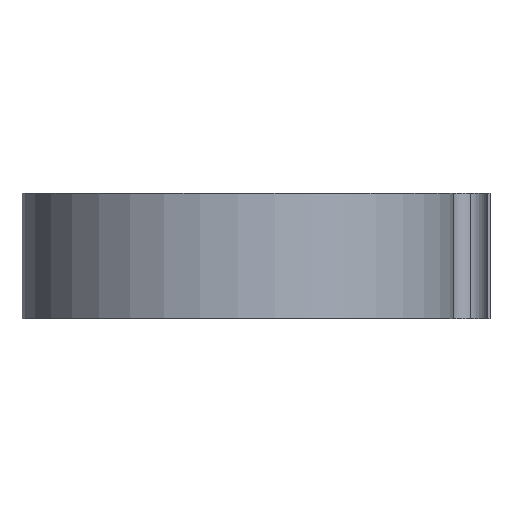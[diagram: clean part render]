
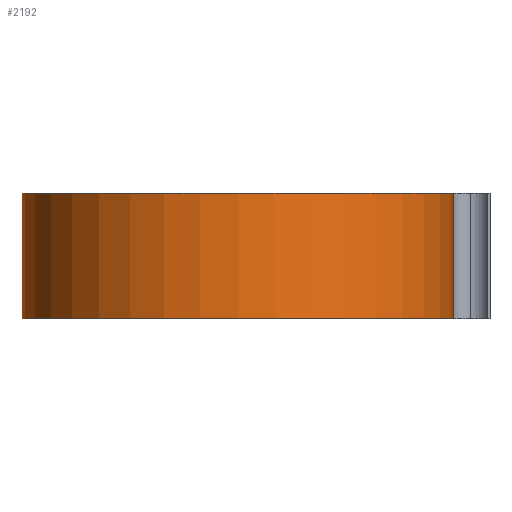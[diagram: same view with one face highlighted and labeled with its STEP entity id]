
A CAD part, top view. The second image highlights one B-rep face of the part: STEP entity #2192.
In plain terms, the highlighted cylindrical face has radius 31 mm (diameter 62 mm), a partial arc.
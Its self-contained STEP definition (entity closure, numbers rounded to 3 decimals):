
#35 = LINE ( 'NONE', #1622, #3314 ) ;
#48 = VERTEX_POINT ( 'NONE', #4484 ) ;
#69 = DIRECTION ( 'NONE',  ( 0., -1., 0. ) ) ;
#229 = CARTESIAN_POINT ( 'NONE',  ( 0., 18., 0. ) ) ;
#329 = DIRECTION ( 'NONE',  ( 0., 0., -1. ) ) ;
#642 = VERTEX_POINT ( 'NONE', #1853 ) ;
#703 = DIRECTION ( 'NONE',  ( 0., 1., 0. ) ) ;
#1134 = EDGE_CURVE ( 'NONE', #642, #48, #1205, .T. ) ;
#1205 = CIRCLE ( 'NONE', #3976, 31. ) ;
#1622 = CARTESIAN_POINT ( 'NONE',  ( -31., 18., 0. ) ) ;
#1750 = EDGE_CURVE ( 'NONE', #1925, #642, #35, .T. ) ;
#1853 = CARTESIAN_POINT ( 'NONE',  ( -31., 0., 0. ) ) ;
#1925 = VERTEX_POINT ( 'NONE', #4955 ) ;
#1968 = AXIS2_PLACEMENT_3D ( 'NONE', #229, #3933, #329 ) ;
#2083 = LINE ( 'NONE', #3674, #2883 ) ;
#2192 = ADVANCED_FACE ( 'NONE', ( #3910 ), #3035, .T. ) ;
#2429 = ORIENTED_EDGE ( 'NONE', *, *, #3399, .F. ) ;
#2739 = CARTESIAN_POINT ( 'NONE',  ( 0., 0., 0. ) ) ;
#2883 = VECTOR ( 'NONE', #69, 1000. ) ;
#2893 = EDGE_CURVE ( 'NONE', #4751, #48, #2083, .T. ) ;
#3035 = CYLINDRICAL_SURFACE ( 'NONE', #1968, 31. ) ;
#3052 = CIRCLE ( 'NONE', #4842, 31. ) ;
#3289 = ORIENTED_EDGE ( 'NONE', *, *, #1750, .T. ) ;
#3314 = VECTOR ( 'NONE', #4181, 1000. ) ;
#3399 = EDGE_CURVE ( 'NONE', #1925, #4751, #3052, .T. ) ;
#3602 = EDGE_LOOP ( 'NONE', ( #4870, #4009, #2429, #3289 ) ) ;
#3674 = CARTESIAN_POINT ( 'NONE',  ( 31., 18., 0. ) ) ;
#3910 = FACE_OUTER_BOUND ( 'NONE', #3602, .T. ) ;
#3933 = DIRECTION ( 'NONE',  ( 0., -1., 0. ) ) ;
#3976 = AXIS2_PLACEMENT_3D ( 'NONE', #2739, #4421, #4765 ) ;
#4009 = ORIENTED_EDGE ( 'NONE', *, *, #2893, .F. ) ;
#4181 = DIRECTION ( 'NONE',  ( 0., -1., 0. ) ) ;
#4353 = DIRECTION ( 'NONE',  ( 1., 0., 0. ) ) ;
#4421 = DIRECTION ( 'NONE',  ( 0., 1., 0. ) ) ;
#4484 = CARTESIAN_POINT ( 'NONE',  ( 31., 0., 0. ) ) ;
#4751 = VERTEX_POINT ( 'NONE', #4766 ) ;
#4754 = CARTESIAN_POINT ( 'NONE',  ( 0., 18., 0. ) ) ;
#4765 = DIRECTION ( 'NONE',  ( 1., 0., 0. ) ) ;
#4766 = CARTESIAN_POINT ( 'NONE',  ( 31., 18., 0. ) ) ;
#4842 = AXIS2_PLACEMENT_3D ( 'NONE', #4754, #703, #4353 ) ;
#4870 = ORIENTED_EDGE ( 'NONE', *, *, #1134, .T. ) ;
#4955 = CARTESIAN_POINT ( 'NONE',  ( -31., 18., 0. ) ) ;
